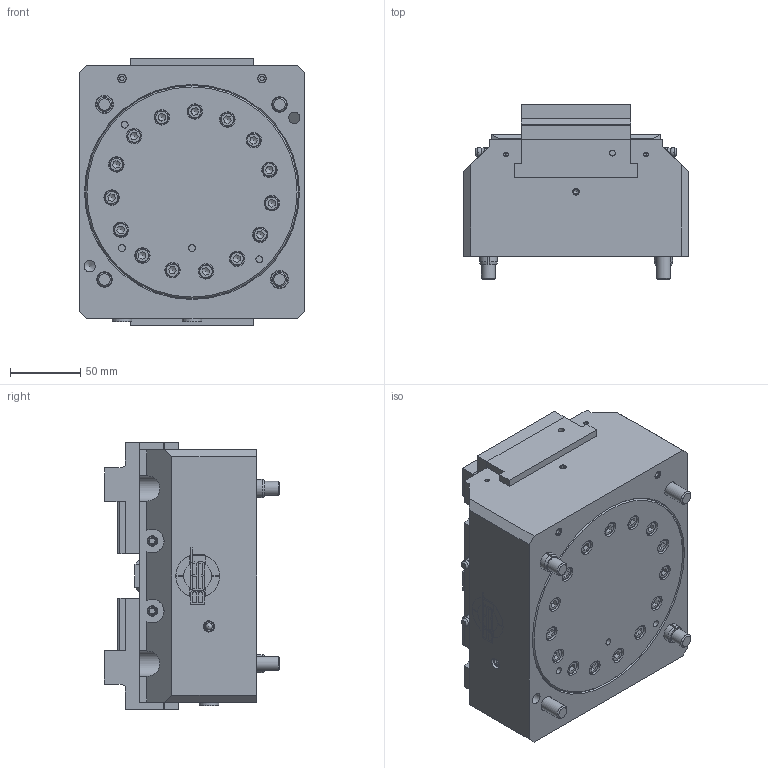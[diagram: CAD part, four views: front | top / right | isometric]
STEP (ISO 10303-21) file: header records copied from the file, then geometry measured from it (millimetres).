
FILE_DESCRIPTION(/* description */ ('Hydr. Zentrierspanner BSH-180-KB'),/* implementation_level */ '2;1');
FILE_NAME(/* name */ '101-0180-001-Kunde.stp',/* time_stamp */ '2023-01-20T09:04:32+01:00',/* author */ ('Chiacchiera'),/* organization */ (''),/* preprocessor_version */ 'ST-DEVELOPER v19.2',/* originating_system */ 'Autodesk Inventor 2023',/* authorisation */ '');
FILE_SCHEMA (('AUTOMOTIVE_DESIGN { 1 0 10303 214 3 1 1 }'));
Length unit declared in the file: millimetre
Products named in the file (5): 101-0180-001-Kunde; 101-0180-001-Basis; 101-0180-001-Grundbacke; 101-0180-001-Backe fest; 101-0180-001-Pendelbacke
Assembly tree (4 placements, depth 2):
  101-0180-001-Kunde
    101-0180-001-Basis
    101-0180-001-Grundbacke
    101-0180-001-Backe fest
    101-0180-001-Pendelbacke
Bounding box: 160 x 125.1 x 190.7 mm (x, y, z)
Volume: 2474354.1 mm3; surface area: 235103.3 mm2
Topology: 7 solids, 14 shells, 904 faces, 2274 edges, 1468 vertices
Faces by surface type: plane 563, cylinder 173, cone 115, torus 47, sphere 6
Full cylindrical faces by diameter (mm): 2 x2, 3 x6, 3.242 x4, 4 x1, 4.134 x2, 4.917 x8, 5 x3, 6 x3, 7 x2, 8 x5, 10 x21, 11 x19, 14 x2, 16 x6, 18 x4, 20 x2, 152 x1
Entity records: 27760 total; most frequent: CARTESIAN_POINT 5289, ORIENTED_EDGE 4476, DIRECTION 4422, EDGE_CURVE 2238, AXIS2_PLACEMENT_3D 1566, VERTEX_POINT 1474, LINE 1290, VECTOR 1290
